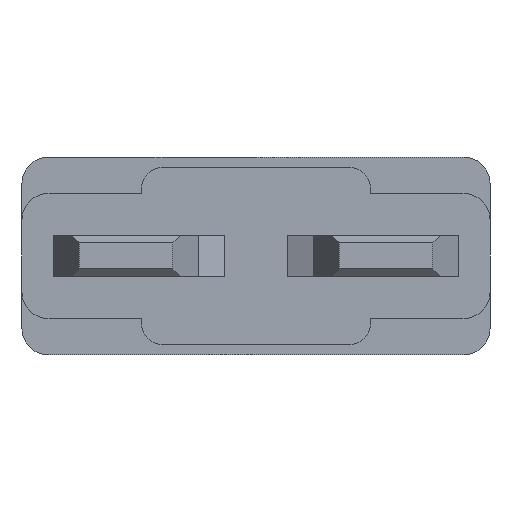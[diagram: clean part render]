
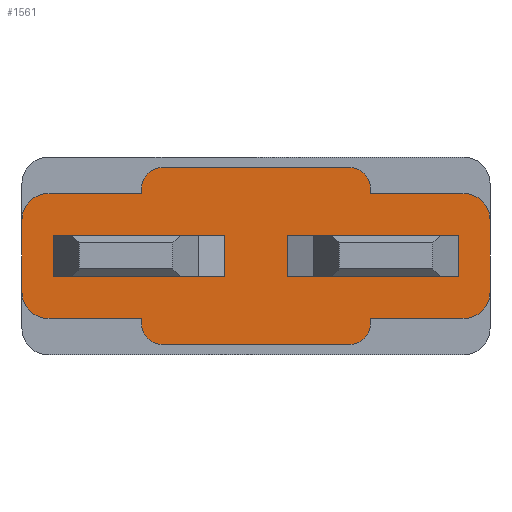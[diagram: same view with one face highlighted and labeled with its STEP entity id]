
A CAD part, front view. The second image highlights one B-rep face of the part: STEP entity #1561.
In plain terms, the highlighted planar face has unit normal (0, -1, 0).
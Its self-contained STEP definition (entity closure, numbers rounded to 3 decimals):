
#2=DIRECTION('',(0.,0.,1.));
#3=VECTOR('',#2,0.8);
#4=CARTESIAN_POINT('',(0.,7.4,0.));
#5=LINE('',#4,#3);
#6=DIRECTION('',(-1.,0.,0.));
#7=VECTOR('',#6,3.3);
#8=CARTESIAN_POINT('',(3.3,7.4,0.));
#9=LINE('',#8,#7);
#10=CARTESIAN_POINT('',(7.9,7.4,-0.3));
#11=DIRECTION('',(0.,-1.,0.));
#12=DIRECTION('',(0.,0.,-1.));
#13=AXIS2_PLACEMENT_3D('',#10,#11,#12);
#15=CARTESIAN_POINT('',(5.7,7.4,-0.9));
#16=DIRECTION('',(0.,-1.,0.));
#17=DIRECTION('',(0.,0.,-1.));
#18=AXIS2_PLACEMENT_3D('',#15,#16,#17);
#20=CARTESIAN_POINT('',(2.1,7.4,-0.9));
#21=DIRECTION('',(0.,-1.,0.));
#22=DIRECTION('',(-1.,0.,0.));
#23=AXIS2_PLACEMENT_3D('',#20,#21,#22);
#25=CARTESIAN_POINT('',(-0.1,7.4,-0.3));
#26=DIRECTION('',(0.,-1.,0.));
#27=DIRECTION('',(-1.,0.,0.));
#28=AXIS2_PLACEMENT_3D('',#25,#26,#27);
#30=CARTESIAN_POINT('',(-0.1,7.4,1.1));
#31=DIRECTION('',(0.,-1.,0.));
#32=DIRECTION('',(0.,0.,1.));
#33=AXIS2_PLACEMENT_3D('',#30,#31,#32);
#35=DIRECTION('',(-1.,0.,0.));
#36=VECTOR('',#35,1.8);
#37=CARTESIAN_POINT('',(1.7,7.4,1.6));
#38=LINE('',#37,#36);
#39=DIRECTION('',(0.,0.,-1.));
#40=VECTOR('',#39,0.1);
#41=CARTESIAN_POINT('',(1.7,7.4,1.7));
#42=LINE('',#41,#40);
#43=CARTESIAN_POINT('',(2.1,7.4,1.7));
#44=DIRECTION('',(0.,-1.,0.));
#45=DIRECTION('',(0.,0.,1.));
#46=AXIS2_PLACEMENT_3D('',#43,#44,#45);
#48=CARTESIAN_POINT('',(5.7,7.4,1.7));
#49=DIRECTION('',(0.,-1.,0.));
#50=DIRECTION('',(1.,0.,0.));
#51=AXIS2_PLACEMENT_3D('',#48,#49,#50);
#53=DIRECTION('',(0.,0.,1.));
#54=VECTOR('',#53,0.1);
#55=CARTESIAN_POINT('',(6.1,7.4,1.6));
#56=LINE('',#55,#54);
#57=DIRECTION('',(-1.,0.,0.));
#58=VECTOR('',#57,1.8);
#59=CARTESIAN_POINT('',(7.9,7.4,1.6));
#60=LINE('',#59,#58);
#61=CARTESIAN_POINT('',(7.9,7.4,1.1));
#62=DIRECTION('',(0.,-1.,0.));
#63=DIRECTION('',(1.,0.,0.));
#64=AXIS2_PLACEMENT_3D('',#61,#62,#63);
#66=DIRECTION('',(0.,0.,1.));
#67=VECTOR('',#66,0.8);
#68=CARTESIAN_POINT('',(4.5,7.4,0.));
#69=LINE('',#68,#67);
#70=DIRECTION('',(-1.,0.,0.));
#71=VECTOR('',#70,3.3);
#72=CARTESIAN_POINT('',(7.8,7.4,0.));
#73=LINE('',#72,#71);
#74=DIRECTION('',(0.,0.,-1.));
#75=VECTOR('',#74,0.8);
#76=CARTESIAN_POINT('',(7.8,7.4,0.8));
#77=LINE('',#76,#75);
#78=DIRECTION('',(-1.,0.,0.));
#79=VECTOR('',#78,3.3);
#80=CARTESIAN_POINT('',(3.3,7.4,0.8));
#81=LINE('',#80,#79);
#120=DIRECTION('',(0.,0.,1.));
#121=VECTOR('',#120,0.8);
#122=CARTESIAN_POINT('',(3.3,7.4,0.));
#123=LINE('',#122,#121);
#238=DIRECTION('',(0.,0.,-1.));
#239=VECTOR('',#238,1.4);
#240=CARTESIAN_POINT('',(8.4,7.4,1.1));
#241=LINE('',#240,#239);
#322=DIRECTION('',(1.,0.,0.));
#323=VECTOR('',#322,3.6);
#324=CARTESIAN_POINT('',(2.1,7.4,2.1));
#325=LINE('',#324,#323);
#366=DIRECTION('',(0.,0.,1.));
#367=VECTOR('',#366,1.4);
#368=CARTESIAN_POINT('',(-0.6,7.4,-0.3));
#369=LINE('',#368,#367);
#458=DIRECTION('',(-1.,0.,0.));
#459=VECTOR('',#458,1.8);
#460=CARTESIAN_POINT('',(1.7,7.4,-0.8));
#461=LINE('',#460,#459);
#466=DIRECTION('',(0.,0.,1.));
#467=VECTOR('',#466,0.1);
#468=CARTESIAN_POINT('',(1.7,7.4,-0.9));
#469=LINE('',#468,#467);
#478=DIRECTION('',(-1.,0.,0.));
#479=VECTOR('',#478,3.6);
#480=CARTESIAN_POINT('',(5.7,7.4,-1.3));
#481=LINE('',#480,#479);
#490=DIRECTION('',(0.,0.,-1.));
#491=VECTOR('',#490,0.1);
#492=CARTESIAN_POINT('',(6.1,7.4,-0.8));
#493=LINE('',#492,#491);
#498=DIRECTION('',(-1.,0.,0.));
#499=VECTOR('',#498,1.8);
#500=CARTESIAN_POINT('',(7.9,7.4,-0.8));
#501=LINE('',#500,#499);
#1033=DIRECTION('',(-1.,0.,0.));
#1034=VECTOR('',#1033,3.3);
#1035=CARTESIAN_POINT('',(7.8,7.4,0.8));
#1036=LINE('',#1035,#1034);
#1134=CARTESIAN_POINT('',(3.3,7.4,0.8));
#1135=CARTESIAN_POINT('',(0.,7.4,0.8));
#1136=VERTEX_POINT('',#1134);
#1137=VERTEX_POINT('',#1135);
#1138=CARTESIAN_POINT('',(3.3,7.4,0.));
#1139=VERTEX_POINT('',#1138);
#1140=CARTESIAN_POINT('',(0.,7.4,0.));
#1141=VERTEX_POINT('',#1140);
#1142=CARTESIAN_POINT('',(8.4,7.4,1.1));
#1143=CARTESIAN_POINT('',(8.4,7.4,-0.3));
#1144=VERTEX_POINT('',#1142);
#1145=VERTEX_POINT('',#1143);
#1146=CARTESIAN_POINT('',(7.9,7.4,1.6));
#1147=VERTEX_POINT('',#1146);
#1148=CARTESIAN_POINT('',(6.1,7.4,1.6));
#1149=VERTEX_POINT('',#1148);
#1150=CARTESIAN_POINT('',(6.1,7.4,1.7));
#1151=VERTEX_POINT('',#1150);
#1152=CARTESIAN_POINT('',(5.7,7.4,2.1));
#1153=VERTEX_POINT('',#1152);
#1154=CARTESIAN_POINT('',(2.1,7.4,2.1));
#1155=VERTEX_POINT('',#1154);
#1156=CARTESIAN_POINT('',(1.7,7.4,1.7));
#1157=VERTEX_POINT('',#1156);
#1158=CARTESIAN_POINT('',(1.7,7.4,1.6));
#1159=VERTEX_POINT('',#1158);
#1160=CARTESIAN_POINT('',(-0.1,7.4,1.6));
#1161=VERTEX_POINT('',#1160);
#1162=CARTESIAN_POINT('',(-0.6,7.4,1.1));
#1163=VERTEX_POINT('',#1162);
#1164=CARTESIAN_POINT('',(-0.6,7.4,-0.3));
#1165=VERTEX_POINT('',#1164);
#1166=CARTESIAN_POINT('',(-0.1,7.4,-0.8));
#1167=VERTEX_POINT('',#1166);
#1168=CARTESIAN_POINT('',(1.7,7.4,-0.8));
#1169=VERTEX_POINT('',#1168);
#1170=CARTESIAN_POINT('',(1.7,7.4,-0.9));
#1171=VERTEX_POINT('',#1170);
#1172=CARTESIAN_POINT('',(2.1,7.4,-1.3));
#1173=VERTEX_POINT('',#1172);
#1174=CARTESIAN_POINT('',(5.7,7.4,-1.3));
#1175=VERTEX_POINT('',#1174);
#1176=CARTESIAN_POINT('',(6.1,7.4,-0.9));
#1177=VERTEX_POINT('',#1176);
#1178=CARTESIAN_POINT('',(6.1,7.4,-0.8));
#1179=VERTEX_POINT('',#1178);
#1180=CARTESIAN_POINT('',(7.9,7.4,-0.8));
#1181=VERTEX_POINT('',#1180);
#1182=CARTESIAN_POINT('',(4.5,7.4,0.));
#1183=CARTESIAN_POINT('',(4.5,7.4,0.8));
#1184=VERTEX_POINT('',#1182);
#1185=VERTEX_POINT('',#1183);
#1186=CARTESIAN_POINT('',(7.8,7.4,0.8));
#1187=VERTEX_POINT('',#1186);
#1188=CARTESIAN_POINT('',(7.8,7.4,0.));
#1189=VERTEX_POINT('',#1188);
#1494=CARTESIAN_POINT('',(8.4,7.4,-1.3));
#1495=DIRECTION('',(0.,1.,0.));
#1496=DIRECTION('',(1.,0.,0.));
#1497=AXIS2_PLACEMENT_3D('',#1494,#1495,#1496);
#1498=PLANE('',#1497);
#1500=ORIENTED_EDGE('',*,*,#1499,.T.);
#1502=ORIENTED_EDGE('',*,*,#1501,.F.);
#1504=ORIENTED_EDGE('',*,*,#1503,.T.);
#1506=ORIENTED_EDGE('',*,*,#1505,.T.);
#1508=ORIENTED_EDGE('',*,*,#1507,.F.);
#1510=ORIENTED_EDGE('',*,*,#1509,.T.);
#1512=ORIENTED_EDGE('',*,*,#1511,.F.);
#1514=ORIENTED_EDGE('',*,*,#1513,.T.);
#1516=ORIENTED_EDGE('',*,*,#1515,.T.);
#1518=ORIENTED_EDGE('',*,*,#1517,.F.);
#1520=ORIENTED_EDGE('',*,*,#1519,.T.);
#1522=ORIENTED_EDGE('',*,*,#1521,.F.);
#1524=ORIENTED_EDGE('',*,*,#1523,.F.);
#1526=ORIENTED_EDGE('',*,*,#1525,.F.);
#1528=ORIENTED_EDGE('',*,*,#1527,.F.);
#1530=ORIENTED_EDGE('',*,*,#1529,.T.);
#1532=ORIENTED_EDGE('',*,*,#1531,.F.);
#1534=ORIENTED_EDGE('',*,*,#1533,.F.);
#1536=ORIENTED_EDGE('',*,*,#1535,.F.);
#1538=ORIENTED_EDGE('',*,*,#1537,.F.);
#1539=EDGE_LOOP('',(#1500,#1502,#1504,#1506,#1508,#1510,#1512,#1514,#1516,#1518,
#1520,#1522,#1524,#1526,#1528,#1530,#1532,#1534,#1536,#1538));
#1540=FACE_OUTER_BOUND('',#1539,.F.);
#1542=ORIENTED_EDGE('',*,*,#1541,.T.);
#1544=ORIENTED_EDGE('',*,*,#1543,.F.);
#1546=ORIENTED_EDGE('',*,*,#1545,.F.);
#1548=ORIENTED_EDGE('',*,*,#1547,.T.);
#1549=EDGE_LOOP('',(#1542,#1544,#1546,#1548));
#1550=FACE_BOUND('',#1549,.F.);
#1552=ORIENTED_EDGE('',*,*,#1551,.F.);
#1554=ORIENTED_EDGE('',*,*,#1553,.F.);
#1556=ORIENTED_EDGE('',*,*,#1555,.F.);
#1558=ORIENTED_EDGE('',*,*,#1557,.T.);
#1559=EDGE_LOOP('',(#1552,#1554,#1556,#1558));
#1560=FACE_BOUND('',#1559,.F.);
#1561=ADVANCED_FACE('',(#1540,#1550,#1560),#1498,.F.);
#14=CIRCLE('',#13,0.5);
#19=CIRCLE('',#18,0.4);
#24=CIRCLE('',#23,0.4);
#29=CIRCLE('',#28,0.5);
#34=CIRCLE('',#33,0.5);
#47=CIRCLE('',#46,0.4);
#52=CIRCLE('',#51,0.4);
#65=CIRCLE('',#64,0.5);
#1499=EDGE_CURVE('',#1144,#1145,#241,.T.);
#1501=EDGE_CURVE('',#1181,#1145,#14,.T.);
#1503=EDGE_CURVE('',#1181,#1179,#501,.T.);
#1505=EDGE_CURVE('',#1179,#1177,#493,.T.);
#1507=EDGE_CURVE('',#1175,#1177,#19,.T.);
#1509=EDGE_CURVE('',#1175,#1173,#481,.T.);
#1511=EDGE_CURVE('',#1171,#1173,#24,.T.);
#1513=EDGE_CURVE('',#1171,#1169,#469,.T.);
#1515=EDGE_CURVE('',#1169,#1167,#461,.T.);
#1517=EDGE_CURVE('',#1165,#1167,#29,.T.);
#1519=EDGE_CURVE('',#1165,#1163,#369,.T.);
#1521=EDGE_CURVE('',#1161,#1163,#34,.T.);
#1523=EDGE_CURVE('',#1159,#1161,#38,.T.);
#1525=EDGE_CURVE('',#1157,#1159,#42,.T.);
#1527=EDGE_CURVE('',#1155,#1157,#47,.T.);
#1529=EDGE_CURVE('',#1155,#1153,#325,.T.);
#1531=EDGE_CURVE('',#1151,#1153,#52,.T.);
#1533=EDGE_CURVE('',#1149,#1151,#56,.T.);
#1535=EDGE_CURVE('',#1147,#1149,#60,.T.);
#1537=EDGE_CURVE('',#1144,#1147,#65,.T.);
#1541=EDGE_CURVE('',#1136,#1137,#81,.T.);
#1543=EDGE_CURVE('',#1141,#1137,#5,.T.);
#1545=EDGE_CURVE('',#1139,#1141,#9,.T.);
#1547=EDGE_CURVE('',#1139,#1136,#123,.T.);
#1551=EDGE_CURVE('',#1184,#1185,#69,.T.);
#1553=EDGE_CURVE('',#1189,#1184,#73,.T.);
#1555=EDGE_CURVE('',#1187,#1189,#77,.T.);
#1557=EDGE_CURVE('',#1187,#1185,#1036,.T.);
